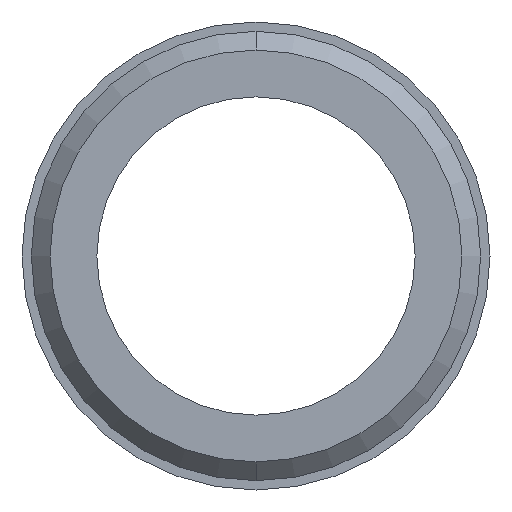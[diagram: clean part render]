
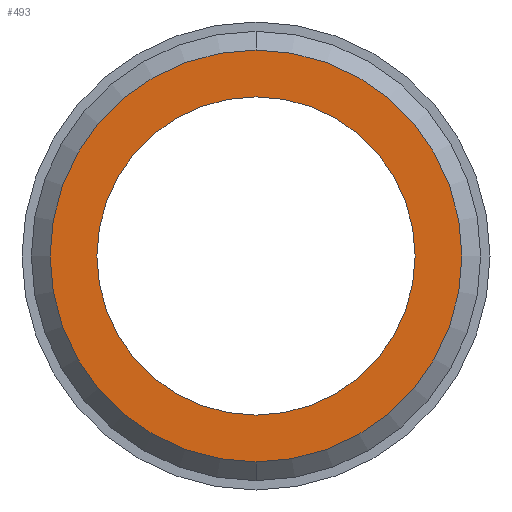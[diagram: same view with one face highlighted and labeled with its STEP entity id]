
A CAD part, front view. The second image highlights one B-rep face of the part: STEP entity #493.
In plain terms, the highlighted planar face has unit normal (0, -1, 0).
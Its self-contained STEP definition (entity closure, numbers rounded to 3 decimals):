
#70 = EDGE_LOOP ( 'NONE', ( #481, #183 ) ) ;
#80 = VERTEX_POINT ( 'NONE', #275 ) ;
#90 = FACE_BOUND ( 'NONE', #697, .T. ) ;
#128 = ORIENTED_EDGE ( 'NONE', *, *, #351, .F. ) ;
#129 = CARTESIAN_POINT ( 'NONE',  ( 0., -159., 0. ) ) ;
#133 = VERTEX_POINT ( 'NONE', #729 ) ;
#139 = AXIS2_PLACEMENT_3D ( 'NONE', #267, #624, #378 ) ;
#183 = ORIENTED_EDGE ( 'NONE', *, *, #688, .T. ) ;
#221 = CIRCLE ( 'NONE', #304, 8.5 ) ;
#226 = CARTESIAN_POINT ( 'NONE',  ( 0., -159., 11. ) ) ;
#261 = DIRECTION ( 'NONE',  ( 0., 0., -1. ) ) ;
#267 = CARTESIAN_POINT ( 'NONE',  ( 12., -159., 0. ) ) ;
#275 = CARTESIAN_POINT ( 'NONE',  ( 0., -159., -11. ) ) ;
#276 = AXIS2_PLACEMENT_3D ( 'NONE', #129, #602, #605 ) ;
#304 = AXIS2_PLACEMENT_3D ( 'NONE', #738, #618, #261 ) ;
#316 = CIRCLE ( 'NONE', #276, 8.5 ) ;
#351 = EDGE_CURVE ( 'NONE', #133, #584, #316, .T. ) ;
#374 = CARTESIAN_POINT ( 'NONE',  ( 0., -159., -8.5 ) ) ;
#378 = DIRECTION ( 'NONE',  ( 0., 0., -1. ) ) ;
#383 = CARTESIAN_POINT ( 'NONE',  ( 0., -159., 0. ) ) ;
#387 = DIRECTION ( 'NONE',  ( 0., -1., 0. ) ) ;
#440 = AXIS2_PLACEMENT_3D ( 'NONE', #383, #387, #560 ) ;
#457 = EDGE_CURVE ( 'NONE', #653, #80, #639, .T. ) ;
#481 = ORIENTED_EDGE ( 'NONE', *, *, #457, .T. ) ;
#493 = ADVANCED_FACE ( 'NONE', ( #672, #90 ), #510, .T. ) ;
#510 = PLANE ( 'NONE',  #139 ) ;
#521 = EDGE_CURVE ( 'NONE', #584, #133, #221, .T. ) ;
#530 = CARTESIAN_POINT ( 'NONE',  ( 0., -159., 0. ) ) ;
#560 = DIRECTION ( 'NONE',  ( 0., 0., -1. ) ) ;
#584 = VERTEX_POINT ( 'NONE', #374 ) ;
#590 = DIRECTION ( 'NONE',  ( 0., -1., 0. ) ) ;
#602 = DIRECTION ( 'NONE',  ( 0., -1., 0. ) ) ;
#605 = DIRECTION ( 'NONE',  ( 0., 0., -1. ) ) ;
#618 = DIRECTION ( 'NONE',  ( 0., -1., 0. ) ) ;
#624 = DIRECTION ( 'NONE',  ( 0., -1., 0. ) ) ;
#636 = DIRECTION ( 'NONE',  ( 0., 0., -1. ) ) ;
#639 = CIRCLE ( 'NONE', #440, 11. ) ;
#651 = CIRCLE ( 'NONE', #746, 11. ) ;
#653 = VERTEX_POINT ( 'NONE', #226 ) ;
#672 = FACE_OUTER_BOUND ( 'NONE', #70, .T. ) ;
#688 = EDGE_CURVE ( 'NONE', #80, #653, #651, .T. ) ;
#697 = EDGE_LOOP ( 'NONE', ( #733, #128 ) ) ;
#729 = CARTESIAN_POINT ( 'NONE',  ( 0., -159., 8.5 ) ) ;
#733 = ORIENTED_EDGE ( 'NONE', *, *, #521, .F. ) ;
#738 = CARTESIAN_POINT ( 'NONE',  ( 0., -159., 0. ) ) ;
#746 = AXIS2_PLACEMENT_3D ( 'NONE', #530, #590, #636 ) ;
